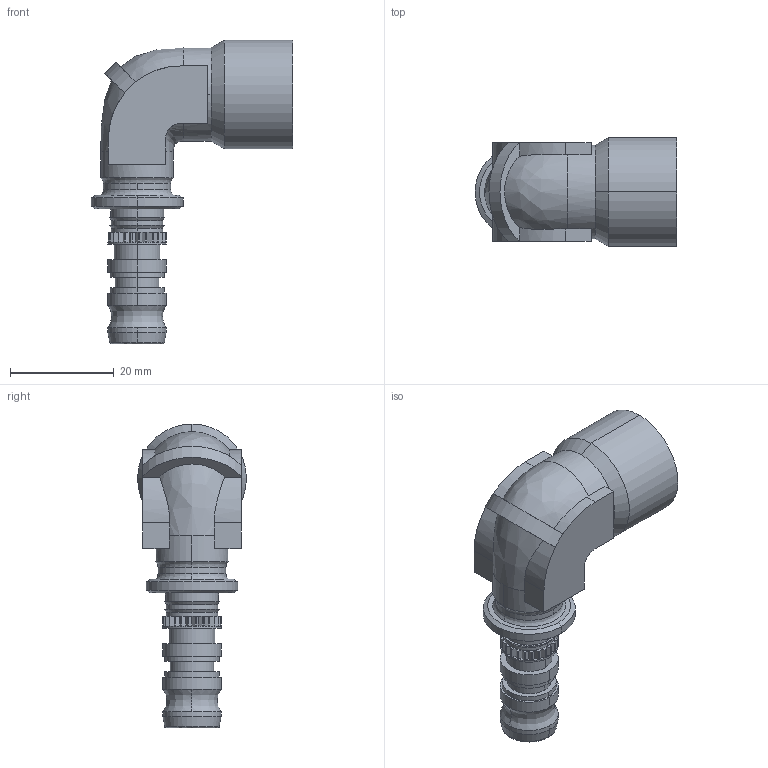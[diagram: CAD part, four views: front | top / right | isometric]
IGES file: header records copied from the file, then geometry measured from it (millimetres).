
Global section: file name: No Iges File Name specified; native system: Autodesk Inventor 2011; preprocessor: AutoDesk Inventor Iges Exporter R2011; author: bruh; date: 20110613.123626; units: millimetre
Bounding box: 38.85 x 20.95 x 58.48 mm (x, y, z)
Volume: 9352.7 mm3; surface area: 6961.7 mm2
Topology: 1 solids, 1 shells, 211 faces, 532 edges, 333 vertices
Faces by surface type: plane 128, cylinder 37, revolution 18, bspline 14, cone 12, torus 2
